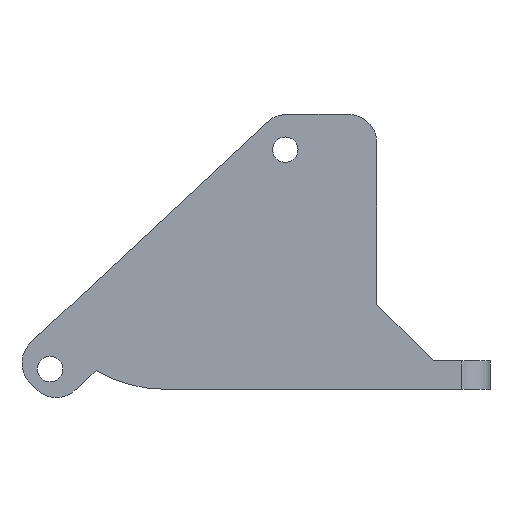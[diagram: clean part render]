
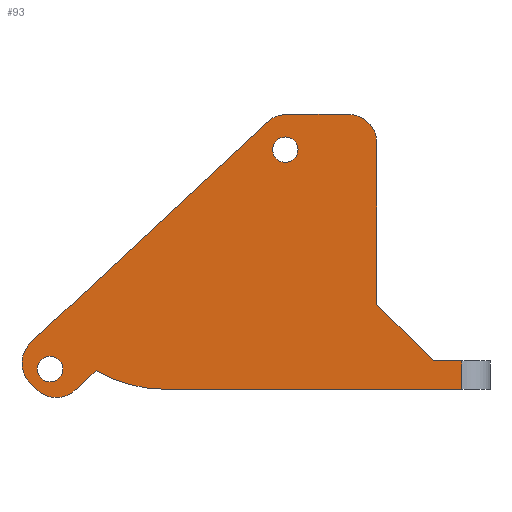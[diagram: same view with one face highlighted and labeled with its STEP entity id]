
A CAD part, front view. The second image highlights one B-rep face of the part: STEP entity #93.
In plain terms, the highlighted planar face has unit normal (0, -1, 0).
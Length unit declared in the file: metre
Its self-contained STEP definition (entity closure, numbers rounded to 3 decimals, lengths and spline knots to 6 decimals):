
#93 = ADVANCED_FACE( '', ( #188, #189, #190 ), #191, .T. );
#188 = FACE_OUTER_BOUND( '', #279, .T. );
#189 = FACE_BOUND( '', #280, .T. );
#190 = FACE_BOUND( '', #281, .T. );
#191 = PLANE( '', #282 );
#279 = EDGE_LOOP( '', ( #481, #482, #483, #484, #485, #486, #487, #488, #489, #490, #491, #492, #493, #494 ) );
#280 = EDGE_LOOP( '', ( #495 ) );
#281 = EDGE_LOOP( '', ( #496 ) );
#282 = AXIS2_PLACEMENT_3D( '', #497, #498, #499 );
#481 = ORIENTED_EDGE( '', *, *, #594, .T. );
#482 = ORIENTED_EDGE( '', *, *, #580, .T. );
#483 = ORIENTED_EDGE( '', *, *, #610, .T. );
#484 = ORIENTED_EDGE( '', *, *, #602, .T. );
#485 = ORIENTED_EDGE( '', *, *, #572, .F. );
#486 = ORIENTED_EDGE( '', *, *, #569, .T. );
#487 = ORIENTED_EDGE( '', *, *, #537, .F. );
#488 = ORIENTED_EDGE( '', *, *, #600, .T. );
#489 = ORIENTED_EDGE( '', *, *, #590, .F. );
#490 = ORIENTED_EDGE( '', *, *, #532, .T. );
#491 = ORIENTED_EDGE( '', *, *, #542, .F. );
#492 = ORIENTED_EDGE( '', *, *, #583, .T. );
#493 = ORIENTED_EDGE( '', *, *, #608, .F. );
#494 = ORIENTED_EDGE( '', *, *, #605, .F. );
#495 = ORIENTED_EDGE( '', *, *, #560, .T. );
#496 = ORIENTED_EDGE( '', *, *, #567, .T. );
#497 = CARTESIAN_POINT( '', ( -0.07922, 0.045, -0.016818 ) );
#498 = DIRECTION( '', ( 0., -1., 0. ) );
#499 = DIRECTION( '', ( 1., 0., 0. ) );
#532 = EDGE_CURVE( '', #629, #630, #631, .T. );
#537 = EDGE_CURVE( '', #638, #639, #640, .T. );
#542 = EDGE_CURVE( '', #647, #630, #648, .T. );
#560 = EDGE_CURVE( '', #678, #678, #679, .T. );
#567 = EDGE_CURVE( '', #690, #690, #691, .T. );
#569 = EDGE_CURVE( '', #693, #639, #694, .T. );
#572 = EDGE_CURVE( '', #693, #697, #698, .T. );
#580 = EDGE_CURVE( '', #709, #707, #710, .F. );
#583 = EDGE_CURVE( '', #647, #713, #714, .T. );
#590 = EDGE_CURVE( '', #629, #723, #724, .T. );
#594 = EDGE_CURVE( '', #728, #709, #729, .T. );
#600 = EDGE_CURVE( '', #638, #723, #735, .T. );
#602 = EDGE_CURVE( '', #737, #697, #738, .T. );
#605 = EDGE_CURVE( '', #728, #741, #742, .T. );
#608 = EDGE_CURVE( '', #741, #713, #745, .T. );
#610 = EDGE_CURVE( '', #707, #737, #747, .T. );
#629 = VERTEX_POINT( '', #768 );
#630 = VERTEX_POINT( '', #769 );
#631 = CIRCLE( '', #770, 0.005 );
#638 = VERTEX_POINT( '', #779 );
#639 = VERTEX_POINT( '', #780 );
#640 = LINE( '', #781, #782 );
#647 = VERTEX_POINT( '', #792 );
#648 = LINE( '', #793, #794 );
#678 = VERTEX_POINT( '', #833 );
#679 = CIRCLE( '', #834, 0.00225 );
#690 = VERTEX_POINT( '', #849 );
#691 = CIRCLE( '', #850, 0.00225 );
#693 = VERTEX_POINT( '', #852 );
#694 = CIRCLE( '', #853, 0.005 );
#697 = VERTEX_POINT( '', #857 );
#698 = LINE( '', #858, #859 );
#707 = VERTEX_POINT( '', #872 );
#709 = VERTEX_POINT( '', #874 );
#710 = LINE( '', #875, #876 );
#713 = VERTEX_POINT( '', #879 );
#714 = CIRCLE( '', #880, 0.005 );
#723 = VERTEX_POINT( '', #891 );
#724 = LINE( '', #892, #893 );
#728 = VERTEX_POINT( '', #899 );
#729 = LINE( '', #900, #901 );
#735 = CIRCLE( '', #909, 0.005 );
#737 = VERTEX_POINT( '', #911 );
#738 = LINE( '', #912, #913 );
#741 = VERTEX_POINT( '', #917 );
#742 = CIRCLE( '', #918, 0.024384 );
#745 = LINE( '', #922, #923 );
#747 = LINE( '', #925, #926 );
#768 = CARTESIAN_POINT( '', ( -0.107928, 0.045, -0.031033 ) );
#769 = CARTESIAN_POINT( '', ( -0.108175, 0.045, -0.0381 ) );
#770 = AXIS2_PLACEMENT_3D( '', #944, #945, #946 );
#779 = CARTESIAN_POINT( '', ( -0.062795, 0.045, 0.009217 ) );
#780 = CARTESIAN_POINT( '', ( -0.051855, 0.045, 0.009217 ) );
#781 = CARTESIAN_POINT( '', ( -0.057944, 0.045, 0.009217 ) );
#782 = VECTOR( '', #952, 1. );
#792 = CARTESIAN_POINT( '', ( -0.107152, 0.045, -0.039197 ) );
#793 = CARTESIAN_POINT( '', ( -0.107814, 0.045, -0.038487 ) );
#794 = VECTOR( '', #956, 1. );
#833 = CARTESIAN_POINT( '', ( -0.106805, 0.045, -0.03575 ) );
#834 = AXIS2_PLACEMENT_3D( '', #984, #985, #986 );
#849 = CARTESIAN_POINT( '', ( -0.06525, 0.045, 0.003 ) );
#850 = AXIS2_PLACEMENT_3D( '', #991, #992, #993 );
#852 = CARTESIAN_POINT( '', ( -0.046855, 0.045, 0.004217 ) );
#853 = AXIS2_PLACEMENT_3D( '', #994, #995, #996 );
#857 = CARTESIAN_POINT( '', ( -0.046855, 0.045, -0.024322 ) );
#858 = CARTESIAN_POINT( '', ( -0.046855, 0.045, 0.00236 ) );
#859 = VECTOR( '', #998, 1. );
#872 = CARTESIAN_POINT( '', ( -0.031855, 0.045, -0.034322 ) );
#874 = CARTESIAN_POINT( '', ( -0.031855, 0.045, -0.039322 ) );
#875 = CARTESIAN_POINT( '', ( -0.031855, 0.045, -0.016818 ) );
#876 = VECTOR( '', #1006, 1. );
#879 = CARTESIAN_POINT( '', ( -0.100085, 0.045, -0.039444 ) );
#880 = AXIS2_PLACEMENT_3D( '', #1010, #1011, #1012 );
#891 = CARTESIAN_POINT( '', ( -0.066205, 0.045, 0.007874 ) );
#892 = CARTESIAN_POINT( '', ( -0.106818, 0.045, -0.029999 ) );
#893 = VECTOR( '', #1021, 1. );
#899 = CARTESIAN_POINT( '', ( -0.084167, 0.045, -0.039322 ) );
#900 = CARTESIAN_POINT( '', ( -0.079676, 0.045, -0.039322 ) );
#901 = VECTOR( '', #1024, 1. );
#909 = AXIS2_PLACEMENT_3D( '', #1030, #1031, #1032 );
#911 = CARTESIAN_POINT( '', ( -0.036855, 0.045, -0.034322 ) );
#912 = CARTESIAN_POINT( '', ( -0.041861, 0.045, -0.029317 ) );
#913 = VECTOR( '', #1033, 1. );
#917 = CARTESIAN_POINT( '', ( -0.096416, 0.045, -0.036023 ) );
#918 = AXIS2_PLACEMENT_3D( '', #1035, #1036, #1037 );
#922 = CARTESIAN_POINT( '', ( -0.100084, 0.045, -0.039443 ) );
#923 = VECTOR( '', #1039, 1. );
#925 = CARTESIAN_POINT( '', ( -0.026855, 0.045, -0.034322 ) );
#926 = VECTOR( '', #1040, 1. );
#944 = CARTESIAN_POINT( '', ( -0.104518, 0.045, -0.03469 ) );
#945 = DIRECTION( '', ( 0., -1., 0. ) );
#946 = DIRECTION( '', ( 0., 0., -1. ) );
#952 = DIRECTION( '', ( 1., 0., 0. ) );
#956 = DIRECTION( '', ( -0.682, 0., 0.731 ) );
#984 = CARTESIAN_POINT( '', ( -0.104555, 0.045, -0.03575 ) );
#985 = DIRECTION( '', ( 0., 1., 0. ) );
#986 = DIRECTION( '', ( -1., 0., 0. ) );
#991 = CARTESIAN_POINT( '', ( -0.063, 0.045, 0.003 ) );
#992 = DIRECTION( '', ( 0., 1., 0. ) );
#993 = DIRECTION( '', ( -1., 0., 0. ) );
#994 = CARTESIAN_POINT( '', ( -0.051855, 0.045, 0.004217 ) );
#995 = DIRECTION( '', ( 0., -1., 0. ) );
#996 = DIRECTION( '', ( 0., 0., -1. ) );
#998 = DIRECTION( '', ( 0., 0., -1. ) );
#1006 = DIRECTION( '', ( 0., 0., -1. ) );
#1010 = CARTESIAN_POINT( '', ( -0.103495, 0.045, -0.035787 ) );
#1011 = DIRECTION( '', ( 0., -1., 0. ) );
#1012 = DIRECTION( '', ( 0., 0., -1. ) );
#1021 = DIRECTION( '', ( 0.731, 0., 0.682 ) );
#1024 = DIRECTION( '', ( 1., 0., 0. ) );
#1030 = CARTESIAN_POINT( '', ( -0.062795, 0.045, 0.004217 ) );
#1031 = DIRECTION( '', ( 0., -1., 0. ) );
#1032 = DIRECTION( '', ( 0., 0., -1. ) );
#1033 = DIRECTION( '', ( -0.707, 0., 0.707 ) );
#1035 = CARTESIAN_POINT( '', ( -0.084167, 0.045, -0.014939 ) );
#1036 = DIRECTION( '', ( 0., 1., 0. ) );
#1037 = DIRECTION( '', ( 0.3, 0., -0.954 ) );
#1039 = DIRECTION( '', ( -0.731, 0., -0.682 ) );
#1040 = DIRECTION( '', ( -1., 0., 0. ) );
